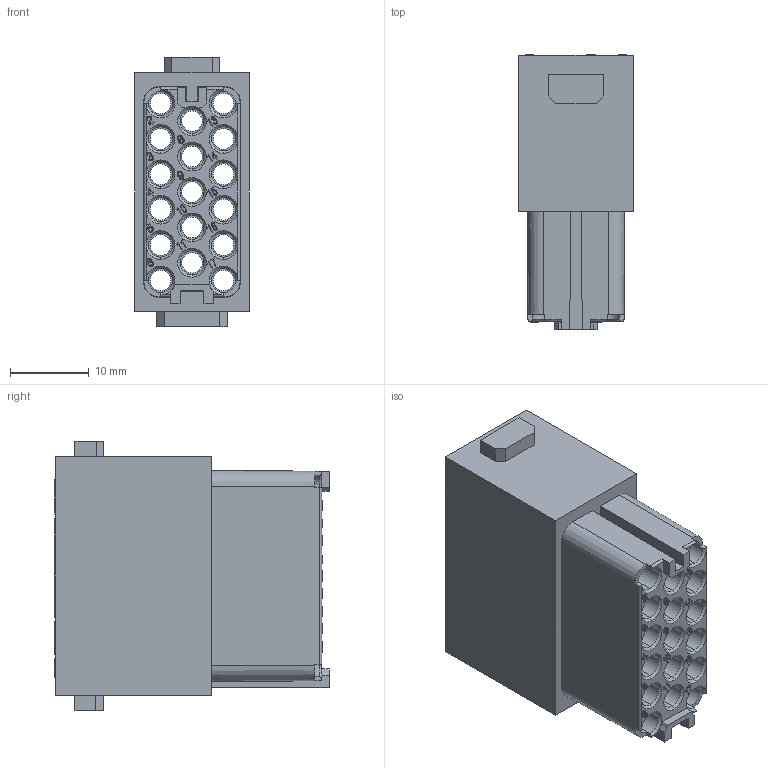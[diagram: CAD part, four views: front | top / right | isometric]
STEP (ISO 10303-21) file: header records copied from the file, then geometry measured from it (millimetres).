
FILE_DESCRIPTION((''),'2;1');
FILE_NAME('HM-017-F','2017-06-16T',('tl.yang'),(''),'PRO/ENGINEER BY PARAMETRIC TECHNOLOGY CORPORATION, 2011500','PRO/ENGINEER BY PARAMETRIC TECHNOLOGY CORPORATION, 2011500','');
FILE_SCHEMA(('CONFIG_CONTROL_DESIGN'));
Length unit declared in the file: millimetre
Products named in the file (1): HM-017-F
Bounding box: 14.6 x 34.95 x 34.2 mm (x, y, z)
Volume: 9742.6 mm3; surface area: 8874.5 mm2
Topology: 1 solids, 2 shells, 1257 faces, 3569 edges, 2384 vertices
Faces by surface type: plane 925, extrusion 220, cylinder 78, cone 34
Entity records: 41445 total; most frequent: CARTESIAN_POINT 9290, ORIENTED_EDGE 7138, DIRECTION 5630, EDGE_CURVE 3569, VECTOR 3100, LINE 2880, VERTEX_POINT 2384, EDGE_LOOP 1359
